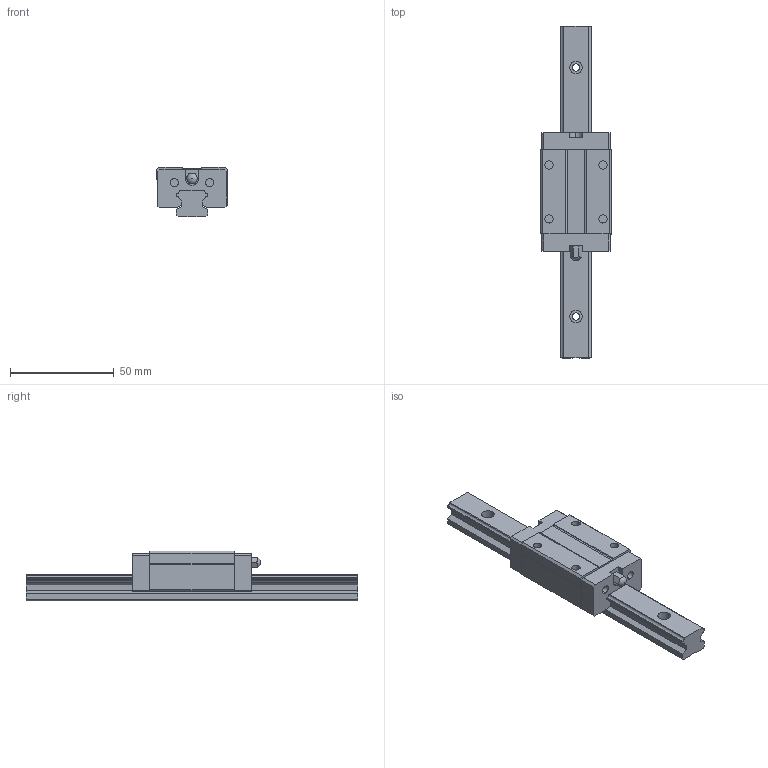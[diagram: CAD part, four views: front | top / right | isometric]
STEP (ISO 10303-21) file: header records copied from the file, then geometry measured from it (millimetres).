
FILE_DESCRIPTION((''),'1');
FILE_NAME(' ',' ',(''),(''),'ACIS Interop R16','Kubotek KeyCreator V6.5.2 (0407)',' ');
FILE_SCHEMA(('CONFIG_CONTROL_DESIGN'));
Length unit declared in the file: millimetre
Products named in the file (3): 1; 2; 3
Bounding box: 34 x 160 x 24 mm (x, y, z)
Volume: 54716.5 mm3; surface area: 19217.8 mm2
Topology: 3 solids, 3 shells, 151 faces, 405 edges, 271 vertices
Faces by surface type: plane 103, cylinder 46, sphere 2
Entity records: 4879 total; most frequent: CARTESIAN_POINT 830, DIRECTION 825, ORIENTED_EDGE 810, EDGE_CURVE 405, LINE 293, VECTOR 293, VERTEX_POINT 271, AXIS2_PLACEMENT_3D 266
